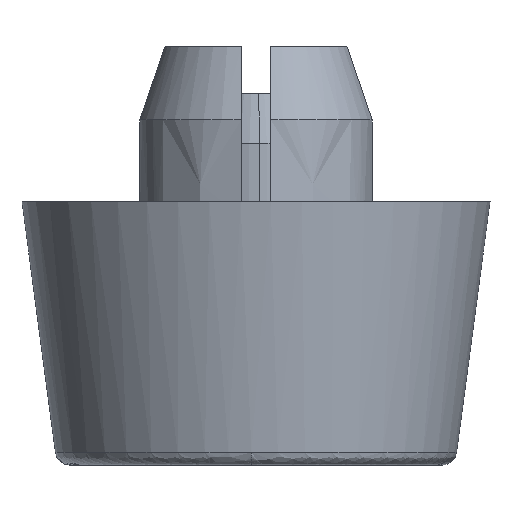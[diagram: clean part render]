
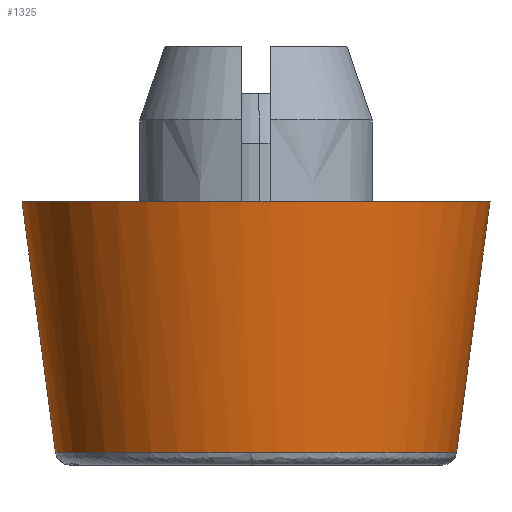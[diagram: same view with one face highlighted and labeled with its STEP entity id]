
A CAD part, front view. The second image highlights one B-rep face of the part: STEP entity #1325.
In plain terms, the highlighted free-form (B-spline) face has degree [2, 1] with [9, 2] control points.
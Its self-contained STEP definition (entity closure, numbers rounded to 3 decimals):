
#1159=CARTESIAN_POINT('',(-3.996,5.538,-8.78));
#1160=CARTESIAN_POINT('',(-6.619,3.646,-8.78));
#1161=CARTESIAN_POINT('',(-6.817,0.417,-8.78));
#1162=CARTESIAN_POINT('',(-7.233,-6.4,-8.78));
#1163=CARTESIAN_POINT('',(-0.417,-6.817,-8.78));
#1164=CARTESIAN_POINT('',(6.4,-7.233,-8.78));
#1165=CARTESIAN_POINT('',(6.817,-0.417,-8.78));
#1166=CARTESIAN_POINT('',(7.233,6.4,-8.78));
#1167=CARTESIAN_POINT('',(0.417,6.817,-8.78));
#1168=CARTESIAN_POINT('',(-4.698,6.512,0.22));
#1169=CARTESIAN_POINT('',(-7.782,4.286,0.22));
#1170=CARTESIAN_POINT('',(-8.014,0.49,0.22));
#1171=CARTESIAN_POINT('',(-8.504,-7.524,0.22));
#1172=CARTESIAN_POINT('',(-0.49,-8.014,0.22));
#1173=CARTESIAN_POINT('',(7.524,-8.504,0.22));
#1174=CARTESIAN_POINT('',(8.014,-0.49,0.22));
#1175=CARTESIAN_POINT('',(8.504,7.524,0.22));
#1176=CARTESIAN_POINT('',(0.49,8.014,0.22));
#1184=(BOUNDED_SURFACE()B_SPLINE_SURFACE(2,1,((#1159,#1168),(#1160,#1169),(#1161,#1170),(#1162,#1171),(#1163,#1172),(#1164,#1173),(#1165,#1174),(#1166,#1175),(#1167,#1176)),.UNSPECIFIED.,.F.,.F.,.U.)B_SPLINE_SURFACE_WITH_KNOTS((3,2,2,2,3),(2,2),(0.0,7.45,20.753,34.057,47.36),(0.0,9.079),.UNSPECIFIED.)GEOMETRIC_REPRESENTATION_ITEM()RATIONAL_B_SPLINE_SURFACE(((0.856,0.856),(0.836,0.836),(1.0,1.0),(0.707,0.707),(1.0,1.0),(0.707,0.707),(1.0,1.0),(0.707,0.707),(1.0,1.0)))REPRESENTATION_ITEM('')SURFACE());
#1185=CARTESIAN_POINT('',(-4.012,5.562,-8.566));
#1186=VERTEX_POINT('',#1185);
#1187=CARTESIAN_POINT('',(-6.792,0.945,-8.566));
#1188=VERTEX_POINT('',#1187);
#1189=CARTESIAN_POINT('',(-4.012,5.562,-8.566));
#1190=CARTESIAN_POINT('',(-6.389,3.847,-8.566));
#1191=CARTESIAN_POINT('',(-6.792,0.945,-8.566));
#1199=(BOUNDED_CURVE()B_SPLINE_CURVE(2,(#1189,#1190,#1191),.UNSPECIFIED.,.F.,.U.)B_SPLINE_CURVE_WITH_KNOTS((3,3),(0.851,0.976),.UNSPECIFIED.)CURVE()GEOMETRIC_REPRESENTATION_ITEM()RATIONAL_B_SPLINE_CURVE((0.859,0.831,0.95))REPRESENTATION_ITEM(''));
#1200=EDGE_CURVE('',#1186,#1188,#1199,.T.);
#1201=ORIENTED_EDGE('',*,*,#1200,.T.);
#1202=CARTESIAN_POINT('',(-6.858,0.0,-8.566));
#1203=VERTEX_POINT('',#1202);
#1204=CARTESIAN_POINT('',(-6.792,0.945,-8.566));
#1205=CARTESIAN_POINT('',(-6.858,0.475,-8.566));
#1206=CARTESIAN_POINT('',(-6.858,0.0,-8.566));
#1214=(BOUNDED_CURVE()B_SPLINE_CURVE(2,(#1204,#1205,#1206),.UNSPECIFIED.,.F.,.U.)B_SPLINE_CURVE_WITH_KNOTS((3,3),(0.976,1.0),.UNSPECIFIED.)CURVE()GEOMETRIC_REPRESENTATION_ITEM()RATIONAL_B_SPLINE_CURVE((0.95,0.972,1.0))REPRESENTATION_ITEM(''));
#1215=EDGE_CURVE('',#1188,#1203,#1214,.T.);
#1216=ORIENTED_EDGE('',*,*,#1215,.T.);
#1217=CARTESIAN_POINT('',(-0.154,-6.856,-8.566));
#1218=VERTEX_POINT('',#1217);
#1219=CARTESIAN_POINT('',(-6.858,0.0,-8.566));
#1220=CARTESIAN_POINT('',(-6.858,-6.705,-8.566));
#1221=CARTESIAN_POINT('',(-0.154,-6.856,-8.566));
#1229=(BOUNDED_CURVE()B_SPLINE_CURVE(2,(#1219,#1220,#1221),.UNSPECIFIED.,.F.,.U.)B_SPLINE_CURVE_WITH_KNOTS((3,3),(0.0,0.246),.UNSPECIFIED.)CURVE()GEOMETRIC_REPRESENTATION_ITEM()RATIONAL_B_SPLINE_CURVE((1.0,0.712,0.991))REPRESENTATION_ITEM(''));
#1230=EDGE_CURVE('',#1203,#1218,#1229,.T.);
#1231=ORIENTED_EDGE('',*,*,#1230,.T.);
#1232=CARTESIAN_POINT('',(6.858,0.0,-8.566));
#1233=VERTEX_POINT('',#1232);
#1234=CARTESIAN_POINT('',(-0.154,-6.856,-8.566));
#1235=CARTESIAN_POINT('',(-0.077,-6.858,-8.566));
#1236=CARTESIAN_POINT('',(0.0,-6.858,-8.566));
#1237=CARTESIAN_POINT('',(6.858,-6.858,-8.566));
#1238=CARTESIAN_POINT('',(6.858,0.0,-8.566));
#1246=(BOUNDED_CURVE()B_SPLINE_CURVE(2,(#1234,#1235,#1236,#1237,#1238),.UNSPECIFIED.,.F.,.U.)B_SPLINE_CURVE_WITH_KNOTS((3,2,3),(0.246,0.25,0.5),.UNSPECIFIED.)CURVE()GEOMETRIC_REPRESENTATION_ITEM()RATIONAL_B_SPLINE_CURVE((0.991,0.995,1.0,0.707,1.0))REPRESENTATION_ITEM(''));
#1247=EDGE_CURVE('',#1218,#1233,#1246,.T.);
#1248=ORIENTED_EDGE('',*,*,#1247,.T.);
#1249=CARTESIAN_POINT('',(0.419,6.845,-8.566));
#1250=VERTEX_POINT('',#1249);
#1251=CARTESIAN_POINT('',(6.858,0.0,-8.566));
#1252=CARTESIAN_POINT('',(6.858,6.451,-8.566));
#1253=CARTESIAN_POINT('',(0.419,6.845,-8.566));
#1261=(BOUNDED_CURVE()B_SPLINE_CURVE(2,(#1251,#1252,#1253),.UNSPECIFIED.,.F.,.U.)B_SPLINE_CURVE_WITH_KNOTS((3,3),(0.5,0.739),.UNSPECIFIED.)CURVE()GEOMETRIC_REPRESENTATION_ITEM()RATIONAL_B_SPLINE_CURVE((1.0,0.72,0.976))REPRESENTATION_ITEM(''));
#1262=EDGE_CURVE('',#1233,#1250,#1261,.T.);
#1263=ORIENTED_EDGE('',*,*,#1262,.T.);
#1264=CARTESIAN_POINT('',(0.488,7.985,0.));
#1265=VERTEX_POINT('',#1264);
#1266=CARTESIAN_POINT('',(0.419,6.845,-8.566));
#1267=CARTESIAN_POINT('',(0.488,7.985,0.));
#1268=QUASI_UNIFORM_CURVE('',1,(#1266,#1267),.UNSPECIFIED.,.F.,.U.);
#1269=EDGE_CURVE('',#1250,#1265,#1268,.T.);
#1270=ORIENTED_EDGE('',*,*,#1269,.T.);
#1271=CARTESIAN_POINT('',(8.0,0.0,0.0));
#1272=VERTEX_POINT('',#1271);
#1273=CARTESIAN_POINT('',(0.488,7.985,0.));
#1274=CARTESIAN_POINT('',(8.,7.526,0.));
#1275=CARTESIAN_POINT('',(8.0,0.0,0.));
#1283=(BOUNDED_CURVE()B_SPLINE_CURVE(2,(#1273,#1274,#1275),.UNSPECIFIED.,.F.,.U.)B_SPLINE_CURVE_WITH_KNOTS((3,3),(0.261,0.5),.UNSPECIFIED.)CURVE()GEOMETRIC_REPRESENTATION_ITEM()RATIONAL_B_SPLINE_CURVE((0.976,0.72,1.0))REPRESENTATION_ITEM(''));
#1284=EDGE_CURVE('',#1265,#1272,#1283,.T.);
#1285=ORIENTED_EDGE('',*,*,#1284,.T.);
#1286=CARTESIAN_POINT('',(-8.0,0.0,0.));
#1287=VERTEX_POINT('',#1286);
#1288=CARTESIAN_POINT('',(8.0,0.0,0.));
#1289=CARTESIAN_POINT('',(8.0,-8.0,0.));
#1290=CARTESIAN_POINT('',(0.0,-8.0,0.));
#1291=CARTESIAN_POINT('',(-8.0,-8.0,0.));
#1292=CARTESIAN_POINT('',(-8.0,0.0,0.));
#1300=(BOUNDED_CURVE()B_SPLINE_CURVE(2,(#1288,#1289,#1290,#1291,#1292),.UNSPECIFIED.,.F.,.U.)B_SPLINE_CURVE_WITH_KNOTS((3,2,3),(0.5,0.75,1.0),.UNSPECIFIED.)CURVE()GEOMETRIC_REPRESENTATION_ITEM()RATIONAL_B_SPLINE_CURVE((1.0,0.707,1.0,0.707,1.0))REPRESENTATION_ITEM(''));
#1301=EDGE_CURVE('',#1272,#1287,#1300,.T.);
#1302=ORIENTED_EDGE('',*,*,#1301,.T.);
#1303=CARTESIAN_POINT('',(-4.681,6.488,0.));
#1304=VERTEX_POINT('',#1303);
#1305=CARTESIAN_POINT('',(-8.0,0.0,0.));
#1306=CARTESIAN_POINT('',(-8.,4.093,0.));
#1307=CARTESIAN_POINT('',(-4.681,6.488,0.));
#1315=(BOUNDED_CURVE()B_SPLINE_CURVE(2,(#1305,#1306,#1307),.UNSPECIFIED.,.F.,.U.)B_SPLINE_CURVE_WITH_KNOTS((3,3),(0.0,0.149),.UNSPECIFIED.)CURVE()GEOMETRIC_REPRESENTATION_ITEM()RATIONAL_B_SPLINE_CURVE((1.0,0.825,0.859))REPRESENTATION_ITEM(''));
#1316=EDGE_CURVE('',#1287,#1304,#1315,.T.);
#1317=ORIENTED_EDGE('',*,*,#1316,.T.);
#1318=CARTESIAN_POINT('',(-4.012,5.562,-8.566));
#1319=CARTESIAN_POINT('',(-4.681,6.488,0.));
#1320=QUASI_UNIFORM_CURVE('',1,(#1318,#1319),.UNSPECIFIED.,.F.,.U.);
#1321=EDGE_CURVE('',#1186,#1304,#1320,.T.);
#1322=ORIENTED_EDGE('',*,*,#1321,.F.);
#1323=EDGE_LOOP('',(#1201,#1216,#1231,#1248,#1263,#1270,#1285,#1302,#1317,#1322));
#1324=FACE_OUTER_BOUND('',#1323,.T.);
#1325=ADVANCED_FACE('',(#1324),#1184,.T.);
